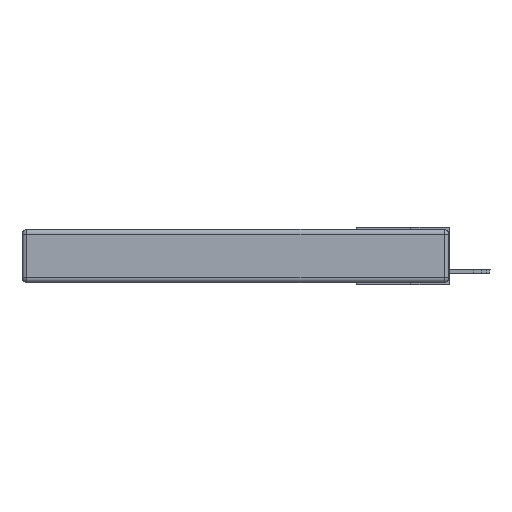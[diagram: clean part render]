
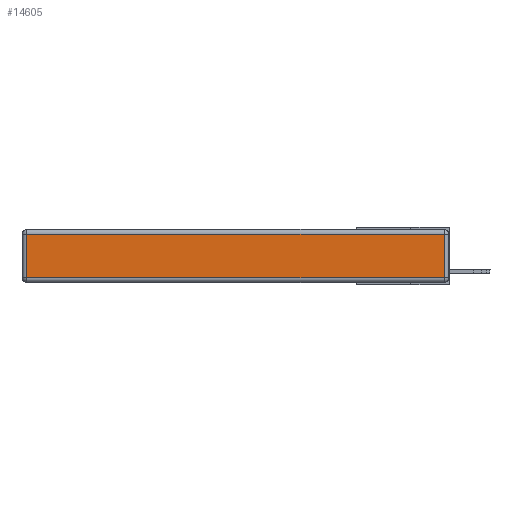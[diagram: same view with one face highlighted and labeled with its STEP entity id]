
A CAD part, left-side view. The second image highlights one B-rep face of the part: STEP entity #14605.
In plain terms, the highlighted planar face has unit normal (-1, 0, 0).
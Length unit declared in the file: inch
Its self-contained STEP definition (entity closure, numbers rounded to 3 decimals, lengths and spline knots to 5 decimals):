
#1862 = LINE ( 'NONE', #2016, #22076 ) ;
#2016 = CARTESIAN_POINT ( 'NONE',  ( 0., 0.03, -0.343 ) ) ;
#2115 = LINE ( 'NONE', #4757, #9787 ) ;
#4757 = CARTESIAN_POINT ( 'NONE',  ( 0., 0., -0.313 ) ) ;
#4847 = CARTESIAN_POINT ( 'NONE',  ( 0., 0.03, -0.313 ) ) ;
#5406 = EDGE_CURVE ( 'NONE', #24021, #8464, #5492, .T. ) ;
#5492 = LINE ( 'NONE', #13557, #15055 ) ;
#5673 = EDGE_CURVE ( 'NONE', #8464, #20856, #6115, .T. ) ;
#6115 = LINE ( 'NONE', #12996, #16347 ) ;
#8310 = CARTESIAN_POINT ( 'NONE',  ( 0., 0.03, -0.03 ) ) ;
#8399 = DIRECTION ( 'NONE',  ( 0., 0., 1. ) ) ;
#8464 = VERTEX_POINT ( 'NONE', #11872 ) ;
#8912 = DIRECTION ( 'NONE',  ( 0., -1., 0. ) ) ;
#9787 = VECTOR ( 'NONE', #8912, 39.37008 ) ;
#9811 = EDGE_LOOP ( 'NONE', ( #26108, #11755, #23891, #12417 ) ) ;
#9909 = VERTEX_POINT ( 'NONE', #4847 ) ;
#11755 = ORIENTED_EDGE ( 'NONE', *, *, #14950, .T. ) ;
#11872 = CARTESIAN_POINT ( 'NONE',  ( 0., 2.72, -0.03 ) ) ;
#12417 = ORIENTED_EDGE ( 'NONE', *, *, #5673, .T. ) ;
#12438 = FACE_OUTER_BOUND ( 'NONE', #9811, .T. ) ;
#12996 = CARTESIAN_POINT ( 'NONE',  ( 0., 2.72, -0.343 ) ) ;
#13120 = CARTESIAN_POINT ( 'NONE',  ( 0., 2.72, -0.313 ) ) ;
#13557 = CARTESIAN_POINT ( 'NONE',  ( 0., 2.75, -0.03 ) ) ;
#14452 = DIRECTION ( 'NONE',  ( 0., 0., 1. ) ) ;
#14605 = ADVANCED_FACE ( 'NONE', ( #12438 ), #24722, .T. ) ;
#14950 = EDGE_CURVE ( 'NONE', #9909, #24021, #1862, .T. ) ;
#15055 = VECTOR ( 'NONE', #19696, 39.37008 ) ;
#16347 = VECTOR ( 'NONE', #19128, 39.37008 ) ;
#16941 = AXIS2_PLACEMENT_3D ( 'NONE', #20647, #95, #8399 ) ;
#19128 = DIRECTION ( 'NONE',  ( 0., 0., -1. ) ) ;
#19696 = DIRECTION ( 'NONE',  ( 0., 1., 0. ) ) ;
#20647 = CARTESIAN_POINT ( 'NONE',  ( 0., 0., -0.343 ) ) ;
#20856 = VERTEX_POINT ( 'NONE', #13120 ) ;
#22076 = VECTOR ( 'NONE', #14452, 39.37008 ) ;
#23891 = ORIENTED_EDGE ( 'NONE', *, *, #5406, .T. ) ;
#24021 = VERTEX_POINT ( 'NONE', #8310 ) ;
#24722 = PLANE ( 'NONE',  #16941 ) ;
#26108 = ORIENTED_EDGE ( 'NONE', *, *, #26384, .T. ) ;
#26384 = EDGE_CURVE ( 'NONE', #20856, #9909, #2115, .T. ) ;
#95 = DIRECTION ( 'NONE',  ( -1., 0., 0. ) ) ;
